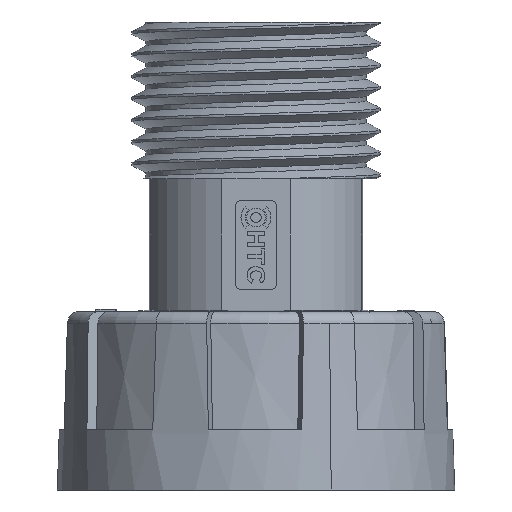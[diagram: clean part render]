
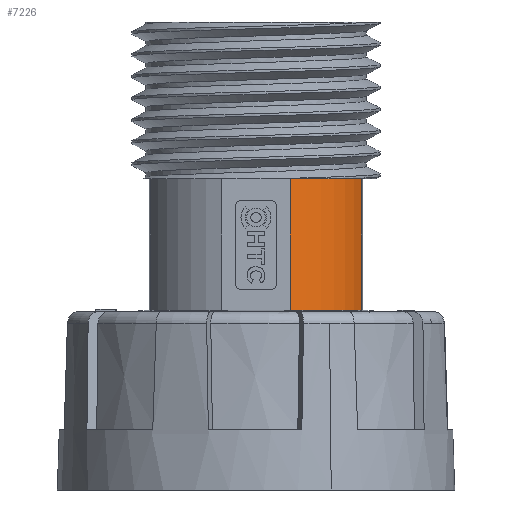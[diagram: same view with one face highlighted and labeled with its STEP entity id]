
A CAD part, left-side view. The second image highlights one B-rep face of the part: STEP entity #7226.
In plain terms, the highlighted cylindrical face has radius 9.3 mm (diameter 18.6 mm), a partial arc.
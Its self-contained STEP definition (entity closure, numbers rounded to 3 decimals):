
#1079 = ORIENTED_EDGE ( 'NONE', *, *, #11067, .F. ) ;
#1329 = VECTOR ( 'NONE', #4168, 1000. ) ;
#2920 = FACE_OUTER_BOUND ( 'NONE', #26121, .T. ) ;
#4168 = DIRECTION ( 'NONE',  ( 0., 0., 1. ) ) ;
#5884 = CARTESIAN_POINT ( 'NONE',  ( -9.239, -35.687, 23.839 ) ) ;
#6912 = DIRECTION ( 'NONE',  ( 0., 0., 1. ) ) ;
#7226 = ADVANCED_FACE ( 'NONE', ( #2920 ), #12652, .T. ) ;
#7542 = VECTOR ( 'NONE', #22921, 1000. ) ;
#8577 = AXIS2_PLACEMENT_3D ( 'NONE', #13144, #17767, #12835 ) ;
#11067 = EDGE_CURVE ( 'NONE', #16413, #17181, #26639, .T. ) ;
#11525 = DIRECTION ( 'NONE',  ( 0., 1., 0. ) ) ;
#12416 = AXIS2_PLACEMENT_3D ( 'NONE', #29049, #6912, #11525 ) ;
#12652 = CYLINDRICAL_SURFACE ( 'NONE', #14860, 9.3 ) ;
#12667 = CIRCLE ( 'NONE', #8577, 9.3 ) ;
#12766 = CARTESIAN_POINT ( 'NONE',  ( -9.239, -35.687, 10.839 ) ) ;
#12835 = DIRECTION ( 'NONE',  ( 0., -1., 0. ) ) ;
#13144 = CARTESIAN_POINT ( 'NONE',  ( -0.389, -32.829, -0.1 ) ) ;
#13578 = CARTESIAN_POINT ( 'NONE',  ( -3.57, -41.568, 23.839 ) ) ;
#13856 = LINE ( 'NONE', #5884, #7542 ) ;
#14618 = EDGE_CURVE ( 'NONE', #30321, #17480, #12667, .T. ) ;
#14860 = AXIS2_PLACEMENT_3D ( 'NONE', #25056, #29366, #22350 ) ;
#15342 = CARTESIAN_POINT ( 'NONE',  ( -3.57, -41.568, 10.839 ) ) ;
#16413 = VERTEX_POINT ( 'NONE', #12766 ) ;
#17181 = VERTEX_POINT ( 'NONE', #15342 ) ;
#17480 = VERTEX_POINT ( 'NONE', #19138 ) ;
#17767 = DIRECTION ( 'NONE',  ( 0., 0., 1. ) ) ;
#19138 = CARTESIAN_POINT ( 'NONE',  ( -3.57, -41.568, -0.1 ) ) ;
#20606 = EDGE_CURVE ( 'NONE', #16413, #30321, #13856, .T. ) ;
#21715 = CARTESIAN_POINT ( 'NONE',  ( -9.239, -35.687, -0.1 ) ) ;
#22350 = DIRECTION ( 'NONE',  ( 0., -1., 0. ) ) ;
#22921 = DIRECTION ( 'NONE',  ( 0., 0., -1. ) ) ;
#23446 = ORIENTED_EDGE ( 'NONE', *, *, #23540, .T. ) ;
#23540 = EDGE_CURVE ( 'NONE', #17480, #17181, #25826, .T. ) ;
#25056 = CARTESIAN_POINT ( 'NONE',  ( -0.389, -32.829, 23.839 ) ) ;
#25826 = LINE ( 'NONE', #13578, #1329 ) ;
#26121 = EDGE_LOOP ( 'NONE', ( #1079, #26869, #27568, #23446 ) ) ;
#26639 = CIRCLE ( 'NONE', #12416, 9.3 ) ;
#26869 = ORIENTED_EDGE ( 'NONE', *, *, #20606, .T. ) ;
#27568 = ORIENTED_EDGE ( 'NONE', *, *, #14618, .T. ) ;
#29049 = CARTESIAN_POINT ( 'NONE',  ( -0.389, -32.829, 10.839 ) ) ;
#29366 = DIRECTION ( 'NONE',  ( 0., 0., 1. ) ) ;
#30321 = VERTEX_POINT ( 'NONE', #21715 ) ;
